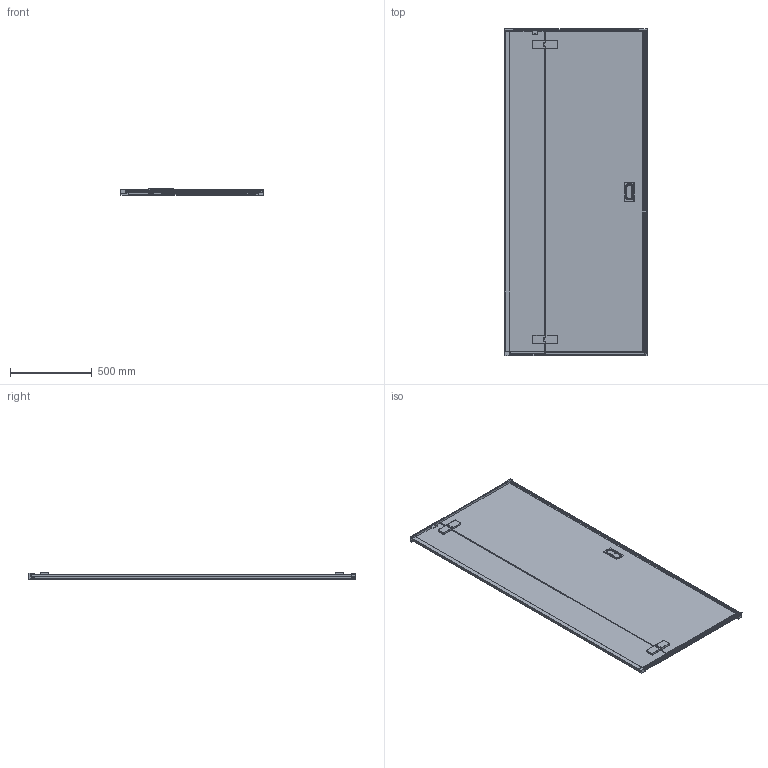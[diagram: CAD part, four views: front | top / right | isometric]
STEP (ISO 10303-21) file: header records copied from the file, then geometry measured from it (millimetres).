
FILE_DESCRIPTION (( 'STEP AP214' ), '1' );
FILE_NAME ('CGM90X.STEP', '2020-04-22T01:51:58', ( '' ), ( '' ), 'SwSTEP 2.0', 'SolidWorks 2016', '' );
FILE_SCHEMA (( 'AUTOMOTIVE_DESIGN' ));
Length unit declared in the file: millimetre
Products named in the file (1): CGM90X
Bounding box: 871 x 2001.3 x 42.77 mm (x, y, z)
Volume: 15960001.5 mm3; surface area: 4104392.5 mm2
Topology: 1 solids, 18 shells, 1467 faces, 3839 edges, 2390 vertices
Faces by surface type: cylinder 545, plane 475, bspline 359, cone 80, torus 8
Entity records: 69040 total; most frequent: CARTESIAN_POINT 35854, ORIENTED_EDGE 7610, DIRECTION 6105, EDGE_CURVE 3805, VERTEX_POINT 2390, AXIS2_PLACEMENT_3D 2219, VECTOR 1667, LINE 1667
